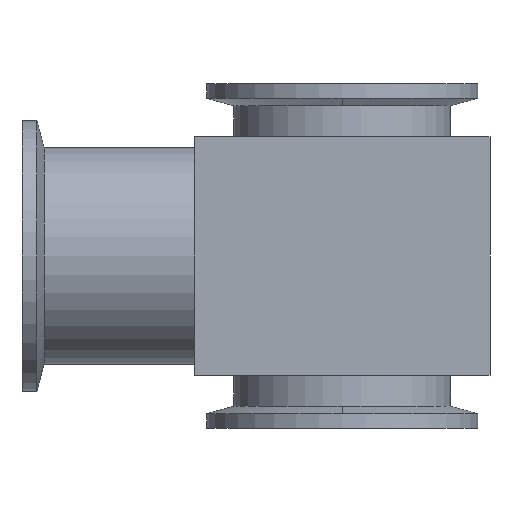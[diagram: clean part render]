
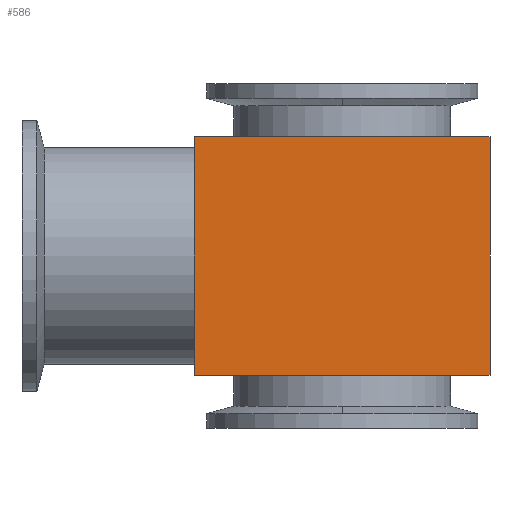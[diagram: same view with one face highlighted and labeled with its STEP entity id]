
A CAD part, front view. The second image highlights one B-rep face of the part: STEP entity #586.
In plain terms, the highlighted planar face has unit normal (0, -1, 0).
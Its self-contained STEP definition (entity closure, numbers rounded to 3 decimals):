
#12 = VECTOR ( 'NONE', #1529, 1000. ) ;
#38 = CARTESIAN_POINT ( 'NONE',  ( -30., -35., 24.25 ) ) ;
#105 = ORIENTED_EDGE ( 'NONE', *, *, #1733, .F. ) ;
#144 = DIRECTION ( 'NONE',  ( 0., 1., 0. ) ) ;
#159 = CARTESIAN_POINT ( 'NONE',  ( 30., -35., -24.25 ) ) ;
#225 = VECTOR ( 'NONE', #458, 1000. ) ;
#239 = VERTEX_POINT ( 'NONE', #754 ) ;
#318 = LINE ( 'NONE', #1068, #12 ) ;
#336 = CARTESIAN_POINT ( 'NONE',  ( -30., -35., -24.25 ) ) ;
#390 = VERTEX_POINT ( 'NONE', #1415 ) ;
#432 = ORIENTED_EDGE ( 'NONE', *, *, #1762, .T. ) ;
#458 = DIRECTION ( 'NONE',  ( 1., 0., 0. ) ) ;
#494 = VERTEX_POINT ( 'NONE', #159 ) ;
#586 = ADVANCED_FACE ( 'NONE', ( #1734 ), #1447, .F. ) ;
#662 = LINE ( 'NONE', #1697, #1008 ) ;
#720 = LINE ( 'NONE', #1541, #1813 ) ;
#754 = CARTESIAN_POINT ( 'NONE',  ( 30., -35., 24.25 ) ) ;
#775 = AXIS2_PLACEMENT_3D ( 'NONE', #995, #144, #1144 ) ;
#968 = VERTEX_POINT ( 'NONE', #38 ) ;
#995 = CARTESIAN_POINT ( 'NONE',  ( -30., -35., 24.25 ) ) ;
#1008 = VECTOR ( 'NONE', #1080, 1000. ) ;
#1013 = EDGE_LOOP ( 'NONE', ( #1201, #1611, #105, #432 ) ) ;
#1068 = CARTESIAN_POINT ( 'NONE',  ( -30., -35., 24.25 ) ) ;
#1080 = DIRECTION ( 'NONE',  ( 1., 0., 0. ) ) ;
#1144 = DIRECTION ( 'NONE',  ( 0., 0., 1. ) ) ;
#1201 = ORIENTED_EDGE ( 'NONE', *, *, #1756, .T. ) ;
#1378 = DIRECTION ( 'NONE',  ( 0., 0., 1. ) ) ;
#1406 = LINE ( 'NONE', #336, #225 ) ;
#1415 = CARTESIAN_POINT ( 'NONE',  ( -30., -35., -24.25 ) ) ;
#1447 = PLANE ( 'NONE',  #775 ) ;
#1529 = DIRECTION ( 'NONE',  ( 0., 0., 1. ) ) ;
#1541 = CARTESIAN_POINT ( 'NONE',  ( 30., -35., 24.25 ) ) ;
#1611 = ORIENTED_EDGE ( 'NONE', *, *, #1760, .F. ) ;
#1697 = CARTESIAN_POINT ( 'NONE',  ( -30., -35., 24.25 ) ) ;
#1733 = EDGE_CURVE ( 'NONE', #390, #968, #318, .T. ) ;
#1734 = FACE_OUTER_BOUND ( 'NONE', #1013, .T. ) ;
#1756 = EDGE_CURVE ( 'NONE', #494, #239, #720, .T. ) ;
#1760 = EDGE_CURVE ( 'NONE', #968, #239, #662, .T. ) ;
#1762 = EDGE_CURVE ( 'NONE', #390, #494, #1406, .T. ) ;
#1813 = VECTOR ( 'NONE', #1378, 1000. ) ;
